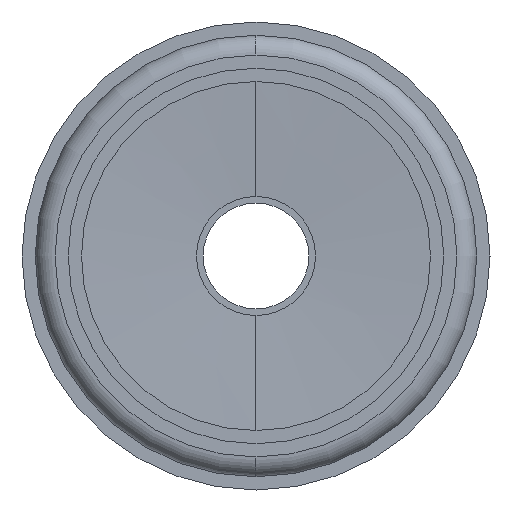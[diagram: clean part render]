
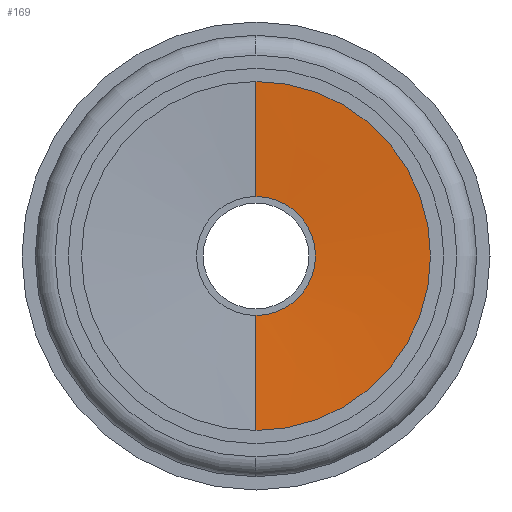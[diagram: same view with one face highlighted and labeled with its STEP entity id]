
A CAD part, left-side view. The second image highlights one B-rep face of the part: STEP entity #169.
In plain terms, the highlighted conical face has half-angle 87 degrees and reference radius 6.706 mm.
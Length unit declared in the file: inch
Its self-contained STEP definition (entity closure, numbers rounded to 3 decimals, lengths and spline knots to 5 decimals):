
#7 = CARTESIAN_POINT ( 'NONE',  ( -1.239, 0., 0. ) ) ;
#16 = ORIENTED_EDGE ( 'NONE', *, *, #228, .T. ) ;
#45 = VECTOR ( 'NONE', #153, 39.37008 ) ;
#85 = LINE ( 'NONE', #271, #45 ) ;
#132 = ORIENTED_EDGE ( 'NONE', *, *, #827, .T. ) ;
#145 = EDGE_LOOP ( 'NONE', ( #641, #16, #132, #726 ) ) ;
#153 = DIRECTION ( 'NONE',  ( -0.052, 0., -0.999 ) ) ;
#168 = DIRECTION ( 'NONE',  ( 0., 0., 1. ) ) ;
#169 = ADVANCED_FACE ( 'NONE', ( #493 ), #509, .F. ) ;
#221 = CARTESIAN_POINT ( 'NONE',  ( -1.239, 0., 0.264 ) ) ;
#224 = CARTESIAN_POINT ( 'NONE',  ( -1.22988, 0., -0.09 ) ) ;
#228 = EDGE_CURVE ( 'NONE', #586, #751, #85, .T. ) ;
#241 = CARTESIAN_POINT ( 'NONE',  ( -1.22988, 0., 0. ) ) ;
#248 = AXIS2_PLACEMENT_3D ( 'NONE', #293, #359, #807 ) ;
#249 = CIRCLE ( 'NONE', #539, 0.09 ) ;
#250 = AXIS2_PLACEMENT_3D ( 'NONE', #7, #694, #322 ) ;
#271 = CARTESIAN_POINT ( 'NONE',  ( -1.239, 0., -0.264 ) ) ;
#279 = LINE ( 'NONE', #415, #717 ) ;
#293 = CARTESIAN_POINT ( 'NONE',  ( -1.239, 0., 0. ) ) ;
#307 = EDGE_CURVE ( 'NONE', #714, #640, #279, .T. ) ;
#322 = DIRECTION ( 'NONE',  ( 0., 0., 1. ) ) ;
#359 = DIRECTION ( 'NONE',  ( -1., 0., 0. ) ) ;
#415 = CARTESIAN_POINT ( 'NONE',  ( -1.239, 0., 0.264 ) ) ;
#425 = EDGE_CURVE ( 'NONE', #586, #714, #249, .T. ) ;
#493 = FACE_OUTER_BOUND ( 'NONE', #145, .T. ) ;
#509 = CONICAL_SURFACE ( 'NONE', #248, 0.264, 1.518 ) ;
#539 = AXIS2_PLACEMENT_3D ( 'NONE', #241, #737, #168 ) ;
#556 = CIRCLE ( 'NONE', #250, 0.264 ) ;
#586 = VERTEX_POINT ( 'NONE', #224 ) ;
#637 = CARTESIAN_POINT ( 'NONE',  ( -1.239, 0., -0.264 ) ) ;
#640 = VERTEX_POINT ( 'NONE', #221 ) ;
#641 = ORIENTED_EDGE ( 'NONE', *, *, #425, .F. ) ;
#666 = DIRECTION ( 'NONE',  ( -0.052, 0., 0.999 ) ) ;
#694 = DIRECTION ( 'NONE',  ( -1., 0., 0. ) ) ;
#714 = VERTEX_POINT ( 'NONE', #798 ) ;
#717 = VECTOR ( 'NONE', #666, 39.37008 ) ;
#726 = ORIENTED_EDGE ( 'NONE', *, *, #307, .F. ) ;
#737 = DIRECTION ( 'NONE',  ( -1., 0., 0. ) ) ;
#751 = VERTEX_POINT ( 'NONE', #637 ) ;
#798 = CARTESIAN_POINT ( 'NONE',  ( -1.22988, 0., 0.09 ) ) ;
#807 = DIRECTION ( 'NONE',  ( 0., 0., 1. ) ) ;
#827 = EDGE_CURVE ( 'NONE', #751, #640, #556, .T. ) ;
